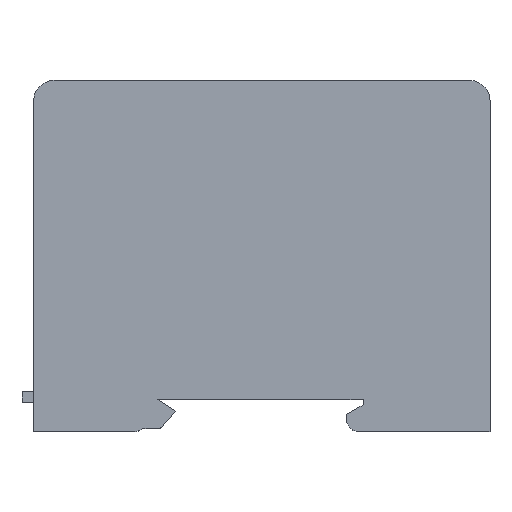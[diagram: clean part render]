
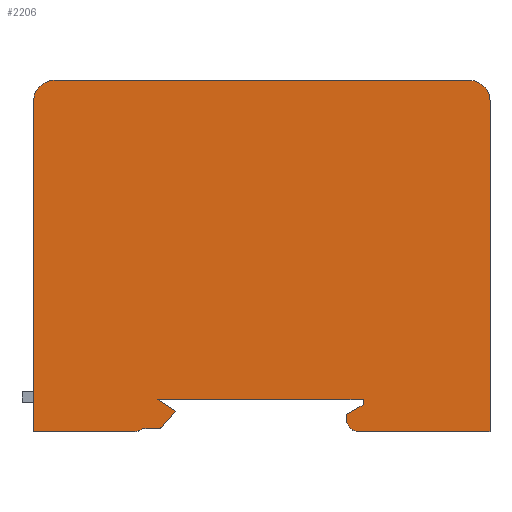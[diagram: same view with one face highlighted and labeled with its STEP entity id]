
A CAD part, top view. The second image highlights one B-rep face of the part: STEP entity #2206.
In plain terms, the highlighted planar face has unit normal (0, 0, 1).
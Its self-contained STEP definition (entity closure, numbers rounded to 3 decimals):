
#98=DIRECTION('',(0.,-1.,0.));
#99=VECTOR('',#98,56.5);
#100=CARTESIAN_POINT('',(-39.,26.5,18.));
#101=LINE('',#100,#99);
#162=CARTESIAN_POINT('',(-35.5,26.5,18.));
#163=DIRECTION('',(0.,0.,1.));
#164=DIRECTION('',(0.,1.,0.));
#165=AXIS2_PLACEMENT_3D('',#162,#163,#164);
#167=DIRECTION('',(-1.,0.,0.));
#168=VECTOR('',#167,71.);
#169=CARTESIAN_POINT('',(35.5,30.,18.));
#170=LINE('',#169,#168);
#171=CARTESIAN_POINT('',(35.5,26.5,18.));
#172=DIRECTION('',(0.,0.,1.));
#173=DIRECTION('',(1.,0.,0.));
#174=AXIS2_PLACEMENT_3D('',#171,#172,#173);
#176=DIRECTION('',(0.,1.,0.));
#177=VECTOR('',#176,56.5);
#178=CARTESIAN_POINT('',(39.,-30.,18.));
#179=LINE('',#178,#177);
#180=DIRECTION('',(1.,0.,0.));
#181=VECTOR('',#180,22.5);
#182=CARTESIAN_POINT('',(16.5,-30.,18.));
#183=LINE('',#182,#181);
#184=CARTESIAN_POINT('',(16.5,-28.,18.));
#185=DIRECTION('',(0.,0.,1.));
#186=DIRECTION('',(-1.,0.,0.));
#187=AXIS2_PLACEMENT_3D('',#184,#185,#186);
#189=DIRECTION('',(0.,-1.,0.));
#190=VECTOR('',#189,0.883);
#191=CARTESIAN_POINT('',(14.5,-27.117,18.));
#192=LINE('',#191,#190);
#193=DIRECTION('',(-0.866,-0.5,0.));
#194=VECTOR('',#193,3.233);
#195=CARTESIAN_POINT('',(17.3,-25.5,18.));
#196=LINE('',#195,#194);
#197=DIRECTION('',(0.,-1.,0.));
#198=VECTOR('',#197,1.);
#199=CARTESIAN_POINT('',(17.3,-24.5,18.));
#200=LINE('',#199,#198);
#201=DIRECTION('',(1.,0.,0.));
#202=VECTOR('',#201,35.2);
#203=CARTESIAN_POINT('',(-17.9,-24.5,18.));
#204=LINE('',#203,#202);
#205=DIRECTION('',(-0.84,0.543,0.));
#206=VECTOR('',#205,3.737);
#207=CARTESIAN_POINT('',(-14.762,-26.529,18.));
#208=LINE('',#207,#206);
#209=DIRECTION('',(0.655,0.756,0.));
#210=VECTOR('',#209,3.711);
#211=CARTESIAN_POINT('',(-17.191,-29.335,18.));
#212=LINE('',#211,#210);
#213=CARTESIAN_POINT('',(-17.569,-29.007,18.));
#214=DIRECTION('',(0.,0.,1.));
#215=DIRECTION('',(-0.181,-0.984,0.));
#216=AXIS2_PLACEMENT_3D('',#213,#214,#215);
#218=DIRECTION('',(1.,-0.014,0.));
#219=VECTOR('',#218,2.676);
#220=CARTESIAN_POINT('',(-20.336,-29.462,18.));
#221=LINE('',#220,#219);
#222=CARTESIAN_POINT('',(-21.7,-28.,18.));
#223=DIRECTION('',(0.,0.,1.));
#224=DIRECTION('',(0.,-1.,0.));
#225=AXIS2_PLACEMENT_3D('',#222,#223,#224);
#227=DIRECTION('',(1.,0.,0.));
#228=VECTOR('',#227,17.3);
#229=CARTESIAN_POINT('',(-39.,-30.,18.));
#230=LINE('',#229,#228);
#1695=CARTESIAN_POINT('',(-39.,-30.,18.));
#1696=CARTESIAN_POINT('',(-21.7,-30.,18.));
#1697=VERTEX_POINT('',#1695);
#1698=VERTEX_POINT('',#1696);
#1699=CARTESIAN_POINT('',(-20.336,-29.462,18.));
#1700=VERTEX_POINT('',#1699);
#1701=CARTESIAN_POINT('',(-17.66,-29.499,18.));
#1702=VERTEX_POINT('',#1701);
#1703=CARTESIAN_POINT('',(-17.191,-29.334,18.));
#1704=VERTEX_POINT('',#1703);
#1705=CARTESIAN_POINT('',(-14.762,-26.529,18.));
#1706=VERTEX_POINT('',#1705);
#1707=CARTESIAN_POINT('',(-17.9,-24.5,18.));
#1708=VERTEX_POINT('',#1707);
#1709=CARTESIAN_POINT('',(17.3,-24.5,18.));
#1710=VERTEX_POINT('',#1709);
#1711=CARTESIAN_POINT('',(17.3,-25.5,18.));
#1712=VERTEX_POINT('',#1711);
#1713=CARTESIAN_POINT('',(14.5,-27.117,18.));
#1714=VERTEX_POINT('',#1713);
#1715=CARTESIAN_POINT('',(14.5,-28.,18.));
#1716=VERTEX_POINT('',#1715);
#1717=CARTESIAN_POINT('',(16.5,-30.,18.));
#1718=VERTEX_POINT('',#1717);
#1719=CARTESIAN_POINT('',(39.,-30.,18.));
#1720=VERTEX_POINT('',#1719);
#1721=CARTESIAN_POINT('',(39.,26.5,18.));
#1722=VERTEX_POINT('',#1721);
#1723=CARTESIAN_POINT('',(35.5,30.,18.));
#1724=VERTEX_POINT('',#1723);
#1725=CARTESIAN_POINT('',(-35.5,30.,18.));
#1726=VERTEX_POINT('',#1725);
#1727=CARTESIAN_POINT('',(-39.,26.5,18.));
#1728=VERTEX_POINT('',#1727);
#2166=CARTESIAN_POINT('',(0.,0.,18.));
#2167=DIRECTION('',(0.,0.,1.));
#2168=DIRECTION('',(1.,0.,0.));
#2169=AXIS2_PLACEMENT_3D('',#2166,#2167,#2168);
#2170=PLANE('',#2169);
#2171=ORIENTED_EDGE('',*,*,#2068,.F.);
#2173=ORIENTED_EDGE('',*,*,#2172,.F.);
#2175=ORIENTED_EDGE('',*,*,#2174,.F.);
#2177=ORIENTED_EDGE('',*,*,#2176,.F.);
#2179=ORIENTED_EDGE('',*,*,#2178,.F.);
#2181=ORIENTED_EDGE('',*,*,#2180,.F.);
#2183=ORIENTED_EDGE('',*,*,#2182,.F.);
#2185=ORIENTED_EDGE('',*,*,#2184,.F.);
#2187=ORIENTED_EDGE('',*,*,#2186,.F.);
#2189=ORIENTED_EDGE('',*,*,#2188,.F.);
#2191=ORIENTED_EDGE('',*,*,#2190,.F.);
#2193=ORIENTED_EDGE('',*,*,#2192,.F.);
#2195=ORIENTED_EDGE('',*,*,#2194,.F.);
#2197=ORIENTED_EDGE('',*,*,#2196,.F.);
#2199=ORIENTED_EDGE('',*,*,#2198,.F.);
#2201=ORIENTED_EDGE('',*,*,#2200,.F.);
#2203=ORIENTED_EDGE('',*,*,#2202,.F.);
#2204=EDGE_LOOP('',(#2171,#2173,#2175,#2177,#2179,#2181,#2183,#2185,#2187,#2189,
#2191,#2193,#2195,#2197,#2199,#2201,#2203));
#2205=FACE_OUTER_BOUND('',#2204,.F.);
#166=CIRCLE('',#165,3.5);
#175=CIRCLE('',#174,3.5);
#188=CIRCLE('',#187,2.);
#217=CIRCLE('',#216,0.5);
#226=CIRCLE('',#225,2.);
#2068=EDGE_CURVE('',#1728,#1697,#101,.T.);
#2172=EDGE_CURVE('',#1726,#1728,#166,.T.);
#2174=EDGE_CURVE('',#1724,#1726,#170,.T.);
#2176=EDGE_CURVE('',#1722,#1724,#175,.T.);
#2178=EDGE_CURVE('',#1720,#1722,#179,.T.);
#2180=EDGE_CURVE('',#1718,#1720,#183,.T.);
#2182=EDGE_CURVE('',#1716,#1718,#188,.T.);
#2184=EDGE_CURVE('',#1714,#1716,#192,.T.);
#2186=EDGE_CURVE('',#1712,#1714,#196,.T.);
#2188=EDGE_CURVE('',#1710,#1712,#200,.T.);
#2190=EDGE_CURVE('',#1708,#1710,#204,.T.);
#2192=EDGE_CURVE('',#1706,#1708,#208,.T.);
#2194=EDGE_CURVE('',#1704,#1706,#212,.T.);
#2196=EDGE_CURVE('',#1702,#1704,#217,.T.);
#2198=EDGE_CURVE('',#1700,#1702,#221,.T.);
#2200=EDGE_CURVE('',#1698,#1700,#226,.T.);
#2202=EDGE_CURVE('',#1697,#1698,#230,.T.);
#2206=ADVANCED_FACE('',(#2205),#2170,.T.);
